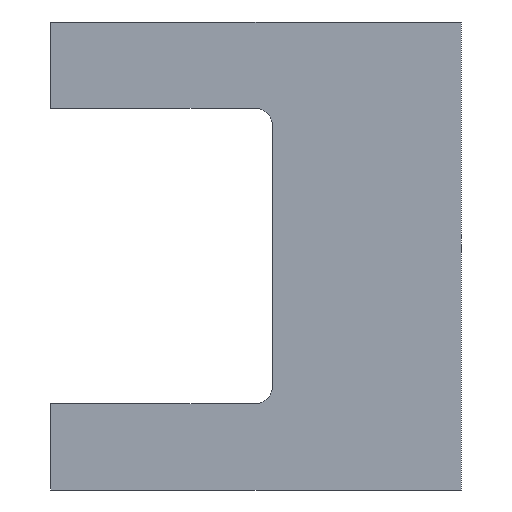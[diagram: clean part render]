
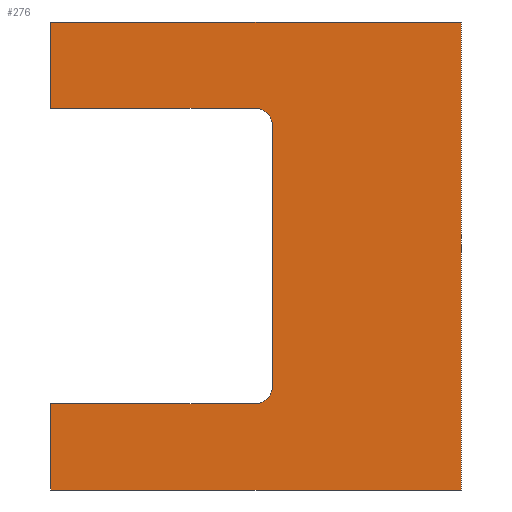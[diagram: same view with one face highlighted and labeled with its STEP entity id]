
A CAD part, front view. The second image highlights one B-rep face of the part: STEP entity #276.
In plain terms, the highlighted planar face has unit normal (0, -1, 0).
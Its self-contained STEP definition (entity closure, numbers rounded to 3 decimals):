
#1 = CARTESIAN_POINT ( 'NONE',  ( 55., 0., -103.25 ) ) ;
#2 = AXIS2_PLACEMENT_3D ( 'NONE', #416, #119, #260 ) ;
#13 = VERTEX_POINT ( 'NONE', #92 ) ;
#19 = ORIENTED_EDGE ( 'NONE', *, *, #360, .F. ) ;
#20 = CARTESIAN_POINT ( 'NONE',  ( 0., 0., -126.5 ) ) ;
#23 = CIRCLE ( 'NONE', #132, 5. ) ;
#26 = DIRECTION ( 'NONE',  ( 1., 0., 0. ) ) ;
#28 = AXIS2_PLACEMENT_3D ( 'NONE', #184, #187, #283 ) ;
#29 = CARTESIAN_POINT ( 'NONE',  ( 60., 0., -28.25 ) ) ;
#34 = EDGE_CURVE ( 'NONE', #193, #95, #361, .T. ) ;
#38 = PLANE ( 'NONE',  #2 ) ;
#42 = ORIENTED_EDGE ( 'NONE', *, *, #165, .F. ) ;
#47 = DIRECTION ( 'NONE',  ( 0., 0., -1. ) ) ;
#48 = ORIENTED_EDGE ( 'NONE', *, *, #245, .T. ) ;
#56 = LINE ( 'NONE', #20, #314 ) ;
#59 = CARTESIAN_POINT ( 'NONE',  ( 60., 0., -103.25 ) ) ;
#71 = EDGE_CURVE ( 'NONE', #95, #232, #23, .T. ) ;
#86 = VECTOR ( 'NONE', #273, 1000. ) ;
#92 = CARTESIAN_POINT ( 'NONE',  ( 0., 0., -126.5 ) ) ;
#95 = VERTEX_POINT ( 'NONE', #180 ) ;
#99 = CARTESIAN_POINT ( 'NONE',  ( 55., 0., -98.25 ) ) ;
#105 = DIRECTION ( 'NONE',  ( 0., 1., 0. ) ) ;
#106 = VECTOR ( 'NONE', #412, 1000. ) ;
#119 = DIRECTION ( 'NONE',  ( 0., -1., 0. ) ) ;
#127 = VECTOR ( 'NONE', #428, 1000. ) ;
#132 = AXIS2_PLACEMENT_3D ( 'NONE', #99, #105, #274 ) ;
#133 = ORIENTED_EDGE ( 'NONE', *, *, #209, .F. ) ;
#135 = LINE ( 'NONE', #271, #86 ) ;
#136 = ORIENTED_EDGE ( 'NONE', *, *, #258, .F. ) ;
#140 = EDGE_CURVE ( 'NONE', #291, #410, #135, .T. ) ;
#141 = CARTESIAN_POINT ( 'NONE',  ( 0., 0., 0. ) ) ;
#142 = VECTOR ( 'NONE', #47, 1000. ) ;
#150 = VECTOR ( 'NONE', #371, 1000. ) ;
#154 = VERTEX_POINT ( 'NONE', #350 ) ;
#155 = ORIENTED_EDGE ( 'NONE', *, *, #140, .F. ) ;
#159 = DIRECTION ( 'NONE',  ( -1., 0., 0. ) ) ;
#164 = CARTESIAN_POINT ( 'NONE',  ( 0., 0., -23.25 ) ) ;
#165 = EDGE_CURVE ( 'NONE', #13, #261, #287, .T. ) ;
#171 = VECTOR ( 'NONE', #266, 1000. ) ;
#180 = CARTESIAN_POINT ( 'NONE',  ( 60., 0., -98.25 ) ) ;
#184 = CARTESIAN_POINT ( 'NONE',  ( 55., 0., -28.25 ) ) ;
#187 = DIRECTION ( 'NONE',  ( 0., 1., 0. ) ) ;
#193 = VERTEX_POINT ( 'NONE', #29 ) ;
#205 = CARTESIAN_POINT ( 'NONE',  ( 0., 0., -103.25 ) ) ;
#209 = EDGE_CURVE ( 'NONE', #410, #154, #312, .T. ) ;
#211 = CARTESIAN_POINT ( 'NONE',  ( 111., 0., -126.5 ) ) ;
#227 = LINE ( 'NONE', #355, #142 ) ;
#230 = VERTEX_POINT ( 'NONE', #250 ) ;
#232 = VERTEX_POINT ( 'NONE', #1 ) ;
#244 = CARTESIAN_POINT ( 'NONE',  ( 0., 0., 0. ) ) ;
#245 = EDGE_CURVE ( 'NONE', #230, #193, #407, .T. ) ;
#250 = CARTESIAN_POINT ( 'NONE',  ( 55., 0., -23.25 ) ) ;
#258 = EDGE_CURVE ( 'NONE', #154, #400, #227, .T. ) ;
#260 = DIRECTION ( 'NONE',  ( 0., 0., -1. ) ) ;
#261 = VERTEX_POINT ( 'NONE', #322 ) ;
#266 = DIRECTION ( 'NONE',  ( 0., 0., -1. ) ) ;
#271 = CARTESIAN_POINT ( 'NONE',  ( 0., 0., 0. ) ) ;
#273 = DIRECTION ( 'NONE',  ( 0., 0., 1. ) ) ;
#274 = DIRECTION ( 'NONE',  ( 0., 0., -1. ) ) ;
#276 = ADVANCED_FACE ( 'NONE', ( #277 ), #38, .T. ) ;
#277 = FACE_OUTER_BOUND ( 'NONE', #356, .T. ) ;
#283 = DIRECTION ( 'NONE',  ( 0., 0., -1. ) ) ;
#284 = ORIENTED_EDGE ( 'NONE', *, *, #71, .T. ) ;
#287 = LINE ( 'NONE', #244, #150 ) ;
#291 = VERTEX_POINT ( 'NONE', #164 ) ;
#303 = LINE ( 'NONE', #205, #127 ) ;
#309 = EDGE_CURVE ( 'NONE', #232, #261, #303, .T. ) ;
#312 = LINE ( 'NONE', #141, #106 ) ;
#313 = EDGE_CURVE ( 'NONE', #291, #230, #335, .T. ) ;
#314 = VECTOR ( 'NONE', #159, 1000. ) ;
#322 = CARTESIAN_POINT ( 'NONE',  ( 0., 0., -103.25 ) ) ;
#335 = LINE ( 'NONE', #394, #429 ) ;
#350 = CARTESIAN_POINT ( 'NONE',  ( 111., 0., 0. ) ) ;
#355 = CARTESIAN_POINT ( 'NONE',  ( 111., 0., 0. ) ) ;
#356 = EDGE_LOOP ( 'NONE', ( #391, #284, #402, #42, #19, #136, #133, #155, #377, #48 ) ) ;
#360 = EDGE_CURVE ( 'NONE', #400, #13, #56, .T. ) ;
#361 = LINE ( 'NONE', #59, #171 ) ;
#371 = DIRECTION ( 'NONE',  ( 0., 0., 1. ) ) ;
#376 = CARTESIAN_POINT ( 'NONE',  ( 0., 0., 0. ) ) ;
#377 = ORIENTED_EDGE ( 'NONE', *, *, #313, .T. ) ;
#391 = ORIENTED_EDGE ( 'NONE', *, *, #34, .T. ) ;
#394 = CARTESIAN_POINT ( 'NONE',  ( 0., 0., -23.25 ) ) ;
#400 = VERTEX_POINT ( 'NONE', #211 ) ;
#402 = ORIENTED_EDGE ( 'NONE', *, *, #309, .T. ) ;
#407 = CIRCLE ( 'NONE', #28, 5. ) ;
#410 = VERTEX_POINT ( 'NONE', #376 ) ;
#412 = DIRECTION ( 'NONE',  ( 1., 0., 0. ) ) ;
#416 = CARTESIAN_POINT ( 'NONE',  ( 0., 0., 0. ) ) ;
#428 = DIRECTION ( 'NONE',  ( -1., 0., 0. ) ) ;
#429 = VECTOR ( 'NONE', #26, 1000. ) ;
